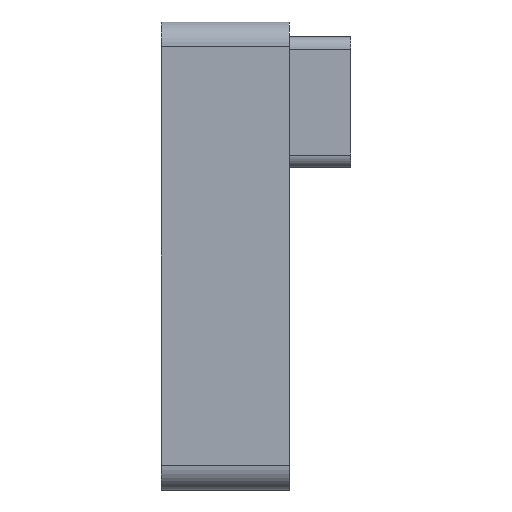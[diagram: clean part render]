
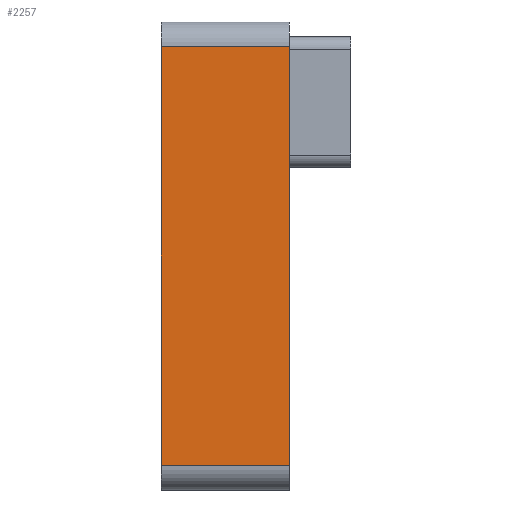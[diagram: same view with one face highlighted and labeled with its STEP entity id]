
A CAD part, front view. The second image highlights one B-rep face of the part: STEP entity #2257.
In plain terms, the highlighted planar face has unit normal (0, -1, 0).
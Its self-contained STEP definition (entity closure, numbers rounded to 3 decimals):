
#370 = FACE_OUTER_BOUND ( 'NONE', #22145, .T. ) ;
#1182 = VERTEX_POINT ( 'NONE', #3320 ) ;
#2257 = ADVANCED_FACE ( 'NONE', ( #370 ), #14884, .F. ) ;
#2646 = VERTEX_POINT ( 'NONE', #11170 ) ;
#3320 = CARTESIAN_POINT ( 'NONE',  ( -2.6, -15.5, 8.5 ) ) ;
#3449 = CARTESIAN_POINT ( 'NONE',  ( 2.6, -15.5, 8.5 ) ) ;
#4758 = VECTOR ( 'NONE', #5526, 1000. ) ;
#5404 = VECTOR ( 'NONE', #11886, 1000. ) ;
#5526 = DIRECTION ( 'NONE',  ( -1., 0., 0. ) ) ;
#5976 = DIRECTION ( 'NONE',  ( 0., 1., 0. ) ) ;
#7881 = DIRECTION ( 'NONE',  ( 0., 0., 1. ) ) ;
#8315 = DIRECTION ( 'NONE',  ( 0., 0., -1. ) ) ;
#8398 = CARTESIAN_POINT ( 'NONE',  ( 2.6, -15.5, 8.5 ) ) ;
#9342 = VECTOR ( 'NONE', #18737, 1000. ) ;
#9785 = EDGE_CURVE ( 'NONE', #12337, #2646, #15540, .T. ) ;
#10535 = LINE ( 'NONE', #15967, #4758 ) ;
#10696 = AXIS2_PLACEMENT_3D ( 'NONE', #18434, #5976, #7881 ) ;
#11170 = CARTESIAN_POINT ( 'NONE',  ( 2.6, -15.5, -8.5 ) ) ;
#11514 = CARTESIAN_POINT ( 'NONE',  ( -2.6, -15.5, 8.5 ) ) ;
#11886 = DIRECTION ( 'NONE',  ( -1., 0., 0. ) ) ;
#12337 = VERTEX_POINT ( 'NONE', #21088 ) ;
#12931 = VERTEX_POINT ( 'NONE', #15084 ) ;
#13404 = EDGE_CURVE ( 'NONE', #2646, #12931, #10535, .T. ) ;
#13760 = LINE ( 'NONE', #11514, #9342 ) ;
#14613 = ORIENTED_EDGE ( 'NONE', *, *, #16759, .T. ) ;
#14884 = PLANE ( 'NONE',  #10696 ) ;
#15084 = CARTESIAN_POINT ( 'NONE',  ( -2.6, -15.5, -8.5 ) ) ;
#15308 = ORIENTED_EDGE ( 'NONE', *, *, #22581, .T. ) ;
#15540 = LINE ( 'NONE', #8398, #15832 ) ;
#15832 = VECTOR ( 'NONE', #8315, 1000. ) ;
#15967 = CARTESIAN_POINT ( 'NONE',  ( 2.6, -15.5, -8.5 ) ) ;
#16260 = ORIENTED_EDGE ( 'NONE', *, *, #9785, .F. ) ;
#16759 = EDGE_CURVE ( 'NONE', #1182, #12931, #13760, .T. ) ;
#17116 = ORIENTED_EDGE ( 'NONE', *, *, #13404, .F. ) ;
#18434 = CARTESIAN_POINT ( 'NONE',  ( 2.6, -15.5, 8.5 ) ) ;
#18737 = DIRECTION ( 'NONE',  ( 0., 0., -1. ) ) ;
#21088 = CARTESIAN_POINT ( 'NONE',  ( 2.6, -15.5, 8.5 ) ) ;
#21905 = LINE ( 'NONE', #3449, #5404 ) ;
#22145 = EDGE_LOOP ( 'NONE', ( #14613, #17116, #16260, #15308 ) ) ;
#22581 = EDGE_CURVE ( 'NONE', #12337, #1182, #21905, .T. ) ;
